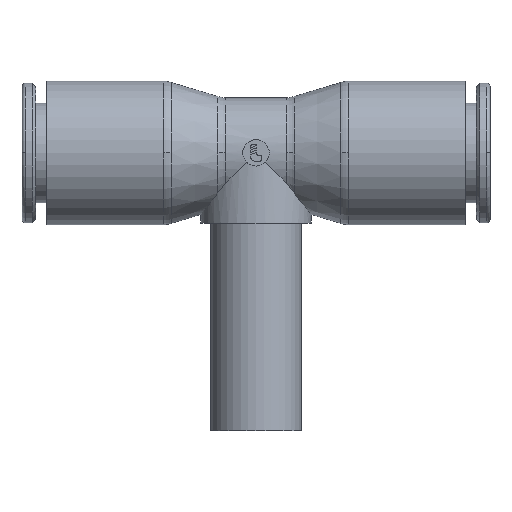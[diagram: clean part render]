
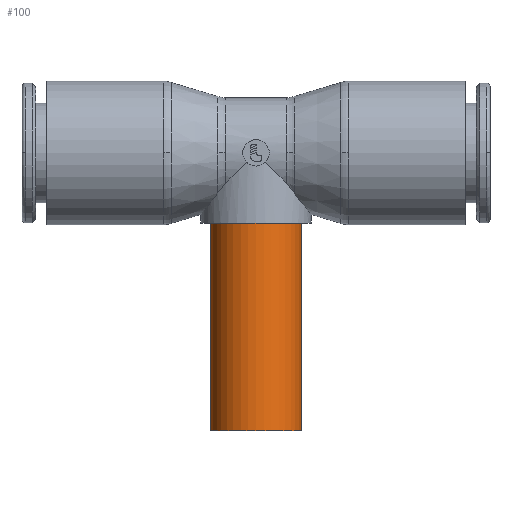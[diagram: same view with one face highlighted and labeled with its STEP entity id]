
A CAD part, top view. The second image highlights one B-rep face of the part: STEP entity #100.
In plain terms, the highlighted cylindrical face has radius 6 mm (diameter 12 mm), a partial arc.
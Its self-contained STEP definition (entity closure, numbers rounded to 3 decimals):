
#100=ADVANCED_FACE('',(#237),#238,.T.);
#237=FACE_OUTER_BOUND('',#403,.T.);
#238=CYLINDRICAL_SURFACE('',#404,6.0);
#403=EDGE_LOOP('',(#903,#904,#905,#906));
#404=AXIS2_PLACEMENT_3D('',#907,#908,#909);
#903=ORIENTED_EDGE('',*,*,#1158,.T.);
#904=ORIENTED_EDGE('',*,*,#1260,.T.);
#905=ORIENTED_EDGE('',*,*,#1160,.T.);
#906=ORIENTED_EDGE('',*,*,#1263,.F.);
#907=CARTESIAN_POINT('',(0.0,18.4,0.0));
#908=DIRECTION('',(-0.0,1.0,0.0));
#909=DIRECTION('',(1.0,0.0,0.0));
#1158=EDGE_CURVE('',#1422,#1423,#1424,.T.);
#1160=EDGE_CURVE('',#1427,#1425,#1428,.T.);
#1260=EDGE_CURVE('',#1423,#1427,#1589,.T.);
#1263=EDGE_CURVE('',#1422,#1425,#1592,.T.);
#1422=VERTEX_POINT('',#1820);
#1423=VERTEX_POINT('',#1821);
#1424=LINE('',#1822,#1823);
#1425=VERTEX_POINT('',#1824);
#1427=VERTEX_POINT('',#1826);
#1428=LINE('',#1827,#1828);
#1589=CIRCLE('',#2297,6.0);
#1592=CIRCLE('',#2300,6.0);
#1820=CARTESIAN_POINT('',(6.0,0.0,0.0));
#1821=CARTESIAN_POINT('',(6.0,27.5,0.));
#1822=CARTESIAN_POINT('',(6.0,18.4,0.));
#1823=VECTOR('',#2491,1.0);
#1824=CARTESIAN_POINT('',(-6.0,0.0,0.));
#1826=CARTESIAN_POINT('',(-6.0,27.5,0.));
#1827=CARTESIAN_POINT('',(-6.0,18.4,0.));
#1828=VECTOR('',#2495,1.0);
#2297=AXIS2_PLACEMENT_3D('',#2651,#2652,#2653);
#2300=AXIS2_PLACEMENT_3D('',#2660,#2661,#2662);
#2491=DIRECTION('',(0.0,1.0,0.0));
#2495=DIRECTION('',(-0.0,-1.0,-0.0));
#2651=CARTESIAN_POINT('',(0.0,27.5,0.0));
#2652=DIRECTION('',(0.0,-1.0,0.0));
#2653=DIRECTION('',(1.0,0.0,0.0));
#2660=CARTESIAN_POINT('',(0.0,0.0,0.0));
#2661=DIRECTION('',(0.0,-1.0,0.0));
#2662=DIRECTION('',(1.0,0.0,0.0));
